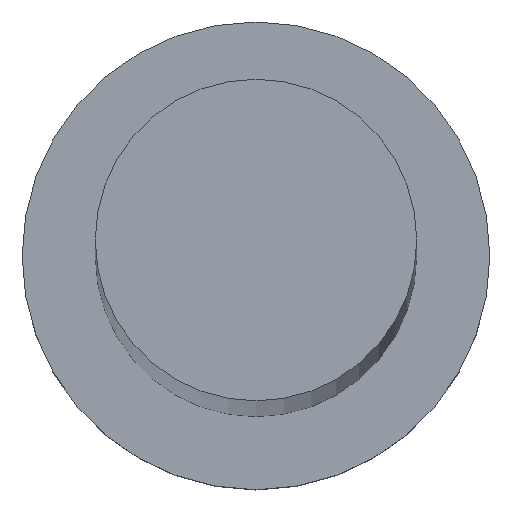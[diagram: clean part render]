
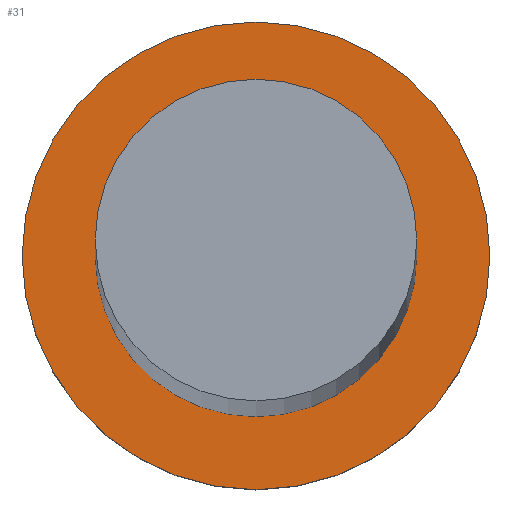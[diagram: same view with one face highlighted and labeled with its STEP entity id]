
A CAD part, top view. The second image highlights one B-rep face of the part: STEP entity #31.
In plain terms, the highlighted planar face has unit normal (0, 0, 1).
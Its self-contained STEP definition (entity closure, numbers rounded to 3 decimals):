
#6 = VERTEX_POINT ( 'NONE', #134 ) ;
#14 = AXIS2_PLACEMENT_3D ( 'NONE', #28, #109, #122 ) ;
#21 = DIRECTION ( 'NONE',  ( 1., 0., 0. ) ) ;
#26 = ORIENTED_EDGE ( 'NONE', *, *, #198, .F. ) ;
#28 = CARTESIAN_POINT ( 'NONE',  ( 0., 0., 5. ) ) ;
#31 = ADVANCED_FACE ( 'NONE', ( #249, #146 ), #209, .T. ) ;
#32 = CARTESIAN_POINT ( 'NONE',  ( -5.5, 0., 5. ) ) ;
#46 = DIRECTION ( 'NONE',  ( 1., 0., 0. ) ) ;
#47 = EDGE_CURVE ( 'NONE', #117, #6, #226, .T. ) ;
#54 = AXIS2_PLACEMENT_3D ( 'NONE', #184, #200, #21 ) ;
#69 = CARTESIAN_POINT ( 'NONE',  ( 0., 0., 5. ) ) ;
#75 = ORIENTED_EDGE ( 'NONE', *, *, #214, .F. ) ;
#81 = EDGE_LOOP ( 'NONE', ( #75, #26 ) ) ;
#88 = DIRECTION ( 'NONE',  ( 1., 0., 0. ) ) ;
#92 = CARTESIAN_POINT ( 'NONE',  ( 5.5, 0., 5. ) ) ;
#96 = ORIENTED_EDGE ( 'NONE', *, *, #137, .T. ) ;
#109 = DIRECTION ( 'NONE',  ( 0., 0., 1. ) ) ;
#111 = DIRECTION ( 'NONE',  ( 0., 0., 1. ) ) ;
#117 = VERTEX_POINT ( 'NONE', #196 ) ;
#118 = VERTEX_POINT ( 'NONE', #92 ) ;
#122 = DIRECTION ( 'NONE',  ( 1., 0., 0. ) ) ;
#134 = CARTESIAN_POINT ( 'NONE',  ( 8., 0., 5. ) ) ;
#137 = EDGE_CURVE ( 'NONE', #6, #117, #247, .T. ) ;
#146 = FACE_OUTER_BOUND ( 'NONE', #212, .T. ) ;
#150 = AXIS2_PLACEMENT_3D ( 'NONE', #170, #191, #46 ) ;
#152 = DIRECTION ( 'NONE',  ( 0., 0., 1. ) ) ;
#159 = CIRCLE ( 'NONE', #150, 5.5 ) ;
#169 = AXIS2_PLACEMENT_3D ( 'NONE', #69, #152, #236 ) ;
#170 = CARTESIAN_POINT ( 'NONE',  ( 0., 0., 5. ) ) ;
#184 = CARTESIAN_POINT ( 'NONE',  ( 0., 0., 5. ) ) ;
#191 = DIRECTION ( 'NONE',  ( 0., 0., 1. ) ) ;
#196 = CARTESIAN_POINT ( 'NONE',  ( -8., 0., 5. ) ) ;
#198 = EDGE_CURVE ( 'NONE', #118, #233, #159, .T. ) ;
#200 = DIRECTION ( 'NONE',  ( 0., 0., 1. ) ) ;
#209 = PLANE ( 'NONE',  #218 ) ;
#210 = CARTESIAN_POINT ( 'NONE',  ( 0., 0., 5. ) ) ;
#211 = CIRCLE ( 'NONE', #14, 5.5 ) ;
#212 = EDGE_LOOP ( 'NONE', ( #244, #96 ) ) ;
#214 = EDGE_CURVE ( 'NONE', #233, #118, #211, .T. ) ;
#218 = AXIS2_PLACEMENT_3D ( 'NONE', #210, #111, #88 ) ;
#226 = CIRCLE ( 'NONE', #54, 8. ) ;
#233 = VERTEX_POINT ( 'NONE', #32 ) ;
#236 = DIRECTION ( 'NONE',  ( 1., 0., 0. ) ) ;
#244 = ORIENTED_EDGE ( 'NONE', *, *, #47, .T. ) ;
#247 = CIRCLE ( 'NONE', #169, 8. ) ;
#249 = FACE_BOUND ( 'NONE', #81, .T. ) ;
